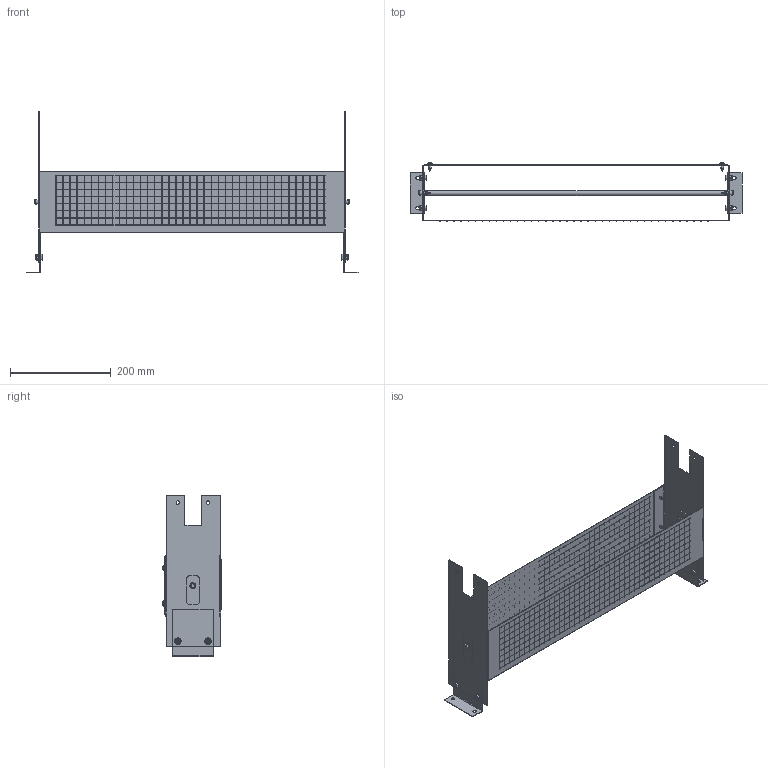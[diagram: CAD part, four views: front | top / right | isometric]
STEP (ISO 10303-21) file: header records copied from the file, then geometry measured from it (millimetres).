
FILE_DESCRIPTION(('CATIA V5 STEP Exchange','CAx-IF Rec.Pracs.--- Model Styling and Organization---1.4--- 2014-01-23','CAx-IF Rec.Pracs.---3D Tessellated Data Validation Properties---0.5---2014-09-14'),'2;1');
FILE_NAME('STEP_660060_-_TST.stp','2021-09-09T03:07:04+00:00',('none'),('none'),'CATIA Version 5-6 Release 2019 SP3','CATIA V5 STEP AP242 v1','none');
FILE_SCHEMA(('AP242_MANAGED_MODEL_BASED_3D_ENGINEERING_MIM_LF {1 0 10303 442 1 1 4}'));
Products named in the file (1): 660060 - TST
Bounding box: 658.6 x 115.77 x 321.2 mm (x, y, z)
Volume: 324798.4 mm3; surface area: 483278 mm2
Topology: 1 solids, 6 shells, 1050 faces, 4140 edges, 2652 vertices
Faces by surface type: plane 414, cylinder 396, torus 140, cone 76, sphere 24
Entity records: 54213 total; most frequent: CARTESIAN_POINT 22788, ORIENTED_EDGE 8232, EDGE_CURVE 4116, DIRECTION 3794, VERTEX_POINT 2652, EDGE_LOOP 1744, AXIS2_PLACEMENT_3D 1638, VECTOR 1548
